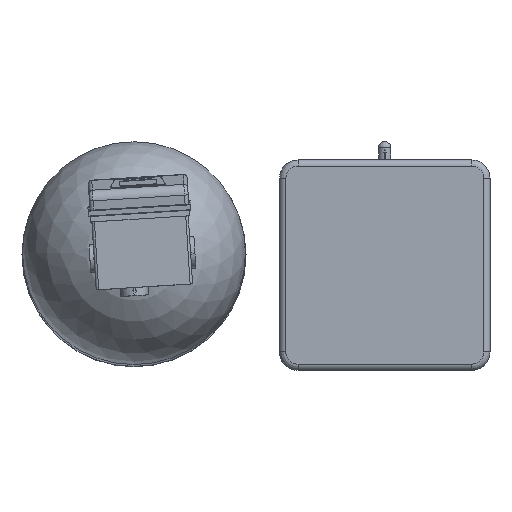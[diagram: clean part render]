
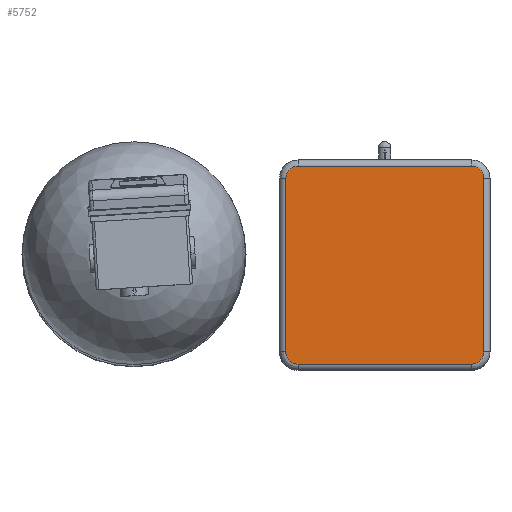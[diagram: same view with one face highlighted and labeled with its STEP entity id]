
A CAD part, top view. The second image highlights one B-rep face of the part: STEP entity #5752.
In plain terms, the highlighted planar face has unit normal (0, 0, 1).
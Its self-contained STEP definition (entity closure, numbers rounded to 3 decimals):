
#5752=ADVANCED_FACE('',(#10571),#10573,.T.);
#10571=FACE_BOUND('',#10572,.T.);
#10572=EDGE_LOOP('',(#14270,#14271,#14272,#14273,#14274,#14275,#14276,#14277));
#10573=PLANE('',#10574);
#10574=AXIS2_PLACEMENT_3D('',#10575,#10576,#10577);
#10575=CARTESIAN_POINT('',(0.,0.,70.));
#10576=DIRECTION('',(0.,0.,1.));
#10577=DIRECTION('',(1.,0.,0.));
#14270=ORIENTED_EDGE('',*,*,#16028,.T.);
#14271=ORIENTED_EDGE('',*,*,#16029,.T.);
#14272=ORIENTED_EDGE('',*,*,#16009,.T.);
#14273=ORIENTED_EDGE('',*,*,#16027,.T.);
#14274=ORIENTED_EDGE('',*,*,#16030,.T.);
#14275=ORIENTED_EDGE('',*,*,#16031,.T.);
#14276=ORIENTED_EDGE('',*,*,#16032,.T.);
#14277=ORIENTED_EDGE('',*,*,#16033,.T.);
#16009=EDGE_CURVE('',#18824,#18822,#18825,.T.);
#16027=EDGE_CURVE('',#18822,#18850,#18852,.T.);
#16028=EDGE_CURVE('',#18853,#18854,#18855,.T.);
#16029=EDGE_CURVE('',#18854,#18824,#18856,.T.);
#16030=EDGE_CURVE('',#18850,#18857,#18858,.T.);
#16031=EDGE_CURVE('',#18857,#18859,#18860,.T.);
#16032=EDGE_CURVE('',#18859,#18861,#18862,.T.);
#16033=EDGE_CURVE('',#18861,#18853,#18863,.T.);
#18822=VERTEX_POINT('',#36045);
#18824=VERTEX_POINT('',#36050);
#18825=LINE('',#36051,#36052);
#18850=VERTEX_POINT('',#36115);
#18852=B_SPLINE_CURVE_WITH_KNOTS('',3,
(#36120,#36121,#36122,#36123,#36124,#36125,#36126,#36127,#36128,#36129,#36130,#36131,
#36132,#36133,#36134,#36135,#36136),
.UNSPECIFIED.,.F.,.F.,
(4,1,1,1,1,1,1,1,1,1,1,1,1,1,4),
(0.,0.087,0.164,0.232,0.302,0.374,
0.445,0.516,0.588,0.659,0.73,
0.802,0.872,0.938,1.),
.UNSPECIFIED.);
#18853=VERTEX_POINT('',#36137);
#18854=VERTEX_POINT('',#36138);
#18855=LINE('',#36139,#36140);
#18856=B_SPLINE_CURVE_WITH_KNOTS('',3,
(#36142,#36143,#36144,#36145,#36146,#36147,#36148,#36149,#36150,#36151,#36152,#36153,
#36154,#36155,#36156,#36157,#36158),
.UNSPECIFIED.,.F.,.F.,
(4,1,1,1,1,1,1,1,1,1,1,1,1,1,4),
(0.,0.087,0.164,0.232,0.302,0.374,
0.445,0.516,0.588,0.659,0.73,
0.802,0.872,0.938,1.),
.UNSPECIFIED.);
#18857=VERTEX_POINT('',#36159);
#18858=LINE('',#36160,#36161);
#18859=VERTEX_POINT('',#36163);
#18860=B_SPLINE_CURVE_WITH_KNOTS('',3,
(#36164,#36165,#36166,#36167,#36168,#36169,#36170,#36171,#36172,#36173,#36174,#36175,
#36176,#36177,#36178,#36179,#36180),
.UNSPECIFIED.,.F.,.F.,
(4,1,1,1,1,1,1,1,1,1,1,1,1,1,4),
(0.,0.087,0.164,0.232,0.302,0.374,
0.445,0.516,0.588,0.659,0.73,
0.802,0.872,0.938,1.),
.UNSPECIFIED.);
#18861=VERTEX_POINT('',#36181);
#18862=LINE('',#36182,#36183);
#18863=B_SPLINE_CURVE_WITH_KNOTS('',3,
(#36185,#36186,#36187,#36188,#36189,#36190,#36191,#36192,#36193,#36194,#36195,#36196,
#36197,#36198,#36199,#36200,#36201),
.UNSPECIFIED.,.F.,.F.,
(4,1,1,1,1,1,1,1,1,1,1,1,1,1,4),
(0.,0.087,0.164,0.232,0.302,0.374,
0.445,0.516,0.588,0.659,0.73,
0.802,0.872,0.938,1.),
.UNSPECIFIED.);
#36045=CARTESIAN_POINT('',(-140.041,160.,70.));
#36050=CARTESIAN_POINT('',(140.041,160.,70.));
#36051=CARTESIAN_POINT('',(140.041,160.,70.));
#36052=VECTOR('',#36053,1.);
#36053=DIRECTION('',(-1.,0.,0.));
#36115=CARTESIAN_POINT('',(-160.,140.041,70.));
#36120=CARTESIAN_POINT('',(-140.041,160.,70.));
#36121=CARTESIAN_POINT('',(-140.957,160.,70.));
#36122=CARTESIAN_POINT('',(-142.67,159.882,70.));
#36123=CARTESIAN_POINT('',(-145.052,159.407,70.));
#36124=CARTESIAN_POINT('',(-147.189,158.722,70.));
#36125=CARTESIAN_POINT('',(-149.198,157.828,70.));
#36126=CARTESIAN_POINT('',(-151.122,156.7,70.));
#36127=CARTESIAN_POINT('',(-152.918,155.354,70.));
#36128=CARTESIAN_POINT('',(-154.547,153.821,70.));
#36129=CARTESIAN_POINT('',(-155.996,152.113,70.));
#36130=CARTESIAN_POINT('',(-157.244,150.255,70.));
#36131=CARTESIAN_POINT('',(-158.277,148.267,70.));
#36132=CARTESIAN_POINT('',(-159.076,146.189,70.));
#36133=CARTESIAN_POINT('',(-159.626,144.086,70.));
#36134=CARTESIAN_POINT('',(-159.935,142.033,70.));
#36135=CARTESIAN_POINT('',(-160.,140.691,70.));
#36136=CARTESIAN_POINT('',(-160.,140.041,70.));
#36137=CARTESIAN_POINT('',(160.,-140.041,70.));
#36138=CARTESIAN_POINT('',(160.,140.041,70.));
#36139=CARTESIAN_POINT('',(160.,-140.041,70.));
#36140=VECTOR('',#36141,1.);
#36141=DIRECTION('',(0.,1.,0.));
#36142=CARTESIAN_POINT('',(160.,140.041,70.));
#36143=CARTESIAN_POINT('',(160.,140.957,70.));
#36144=CARTESIAN_POINT('',(159.882,142.67,70.));
#36145=CARTESIAN_POINT('',(159.407,145.052,70.));
#36146=CARTESIAN_POINT('',(158.722,147.189,70.));
#36147=CARTESIAN_POINT('',(157.828,149.198,70.));
#36148=CARTESIAN_POINT('',(156.7,151.122,70.));
#36149=CARTESIAN_POINT('',(155.354,152.918,70.));
#36150=CARTESIAN_POINT('',(153.821,154.547,70.));
#36151=CARTESIAN_POINT('',(152.113,155.996,70.));
#36152=CARTESIAN_POINT('',(150.255,157.244,70.));
#36153=CARTESIAN_POINT('',(148.267,158.277,70.));
#36154=CARTESIAN_POINT('',(146.189,159.076,70.));
#36155=CARTESIAN_POINT('',(144.086,159.626,70.));
#36156=CARTESIAN_POINT('',(142.033,159.935,70.));
#36157=CARTESIAN_POINT('',(140.691,160.,70.));
#36158=CARTESIAN_POINT('',(140.041,160.,70.));
#36159=CARTESIAN_POINT('',(-160.,-140.041,70.));
#36160=CARTESIAN_POINT('',(-160.,140.041,70.));
#36161=VECTOR('',#36162,1.);
#36162=DIRECTION('',(0.,-1.,0.));
#36163=CARTESIAN_POINT('',(-140.041,-160.,70.));
#36164=CARTESIAN_POINT('',(-160.,-140.041,70.));
#36165=CARTESIAN_POINT('',(-160.,-140.957,70.));
#36166=CARTESIAN_POINT('',(-159.882,-142.67,70.));
#36167=CARTESIAN_POINT('',(-159.407,-145.052,70.));
#36168=CARTESIAN_POINT('',(-158.722,-147.189,70.));
#36169=CARTESIAN_POINT('',(-157.828,-149.198,70.));
#36170=CARTESIAN_POINT('',(-156.7,-151.122,70.));
#36171=CARTESIAN_POINT('',(-155.354,-152.918,70.));
#36172=CARTESIAN_POINT('',(-153.821,-154.547,70.));
#36173=CARTESIAN_POINT('',(-152.113,-155.996,70.));
#36174=CARTESIAN_POINT('',(-150.255,-157.244,70.));
#36175=CARTESIAN_POINT('',(-148.267,-158.277,70.));
#36176=CARTESIAN_POINT('',(-146.189,-159.076,70.));
#36177=CARTESIAN_POINT('',(-144.086,-159.626,70.));
#36178=CARTESIAN_POINT('',(-142.033,-159.935,70.));
#36179=CARTESIAN_POINT('',(-140.691,-160.,70.));
#36180=CARTESIAN_POINT('',(-140.041,-160.,70.));
#36181=CARTESIAN_POINT('',(140.041,-160.,70.));
#36182=CARTESIAN_POINT('',(-140.041,-160.,70.));
#36183=VECTOR('',#36184,1.);
#36184=DIRECTION('',(1.,0.,0.));
#36185=CARTESIAN_POINT('',(140.041,-160.,70.));
#36186=CARTESIAN_POINT('',(140.957,-160.,70.));
#36187=CARTESIAN_POINT('',(142.67,-159.882,70.));
#36188=CARTESIAN_POINT('',(145.052,-159.407,70.));
#36189=CARTESIAN_POINT('',(147.189,-158.722,70.));
#36190=CARTESIAN_POINT('',(149.198,-157.828,70.));
#36191=CARTESIAN_POINT('',(151.122,-156.7,70.));
#36192=CARTESIAN_POINT('',(152.918,-155.354,70.));
#36193=CARTESIAN_POINT('',(154.547,-153.821,70.));
#36194=CARTESIAN_POINT('',(155.996,-152.113,70.));
#36195=CARTESIAN_POINT('',(157.244,-150.255,70.));
#36196=CARTESIAN_POINT('',(158.277,-148.267,70.));
#36197=CARTESIAN_POINT('',(159.076,-146.189,70.));
#36198=CARTESIAN_POINT('',(159.626,-144.086,70.));
#36199=CARTESIAN_POINT('',(159.935,-142.033,70.));
#36200=CARTESIAN_POINT('',(160.,-140.691,70.));
#36201=CARTESIAN_POINT('',(160.,-140.041,70.));
